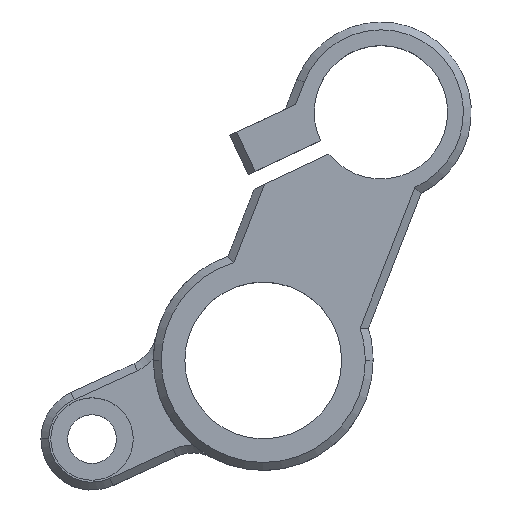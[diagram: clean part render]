
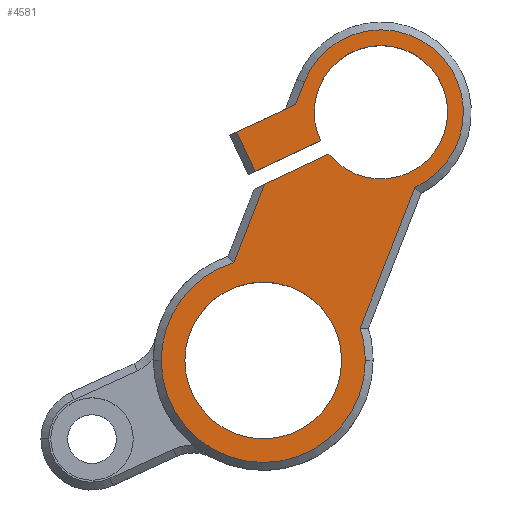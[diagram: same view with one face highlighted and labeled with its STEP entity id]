
A CAD part, top view. The second image highlights one B-rep face of the part: STEP entity #4581.
In plain terms, the highlighted planar face has unit normal (0, 0, 1).
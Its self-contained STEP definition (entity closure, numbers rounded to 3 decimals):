
#56 = VERTEX_POINT ( 'NONE', #1498 ) ;
#58 = DIRECTION ( 'NONE',  ( 0., 0., 1. ) ) ;
#89 = CIRCLE ( 'NONE', #3884, 13. ) ;
#105 = CIRCLE ( 'NONE', #1483, 9.99 ) ;
#129 = CARTESIAN_POINT ( 'NONE',  ( 41.138, 32.054, 12. ) ) ;
#137 = CARTESIAN_POINT ( 'NONE',  ( 25.935, 42.615, 12. ) ) ;
#145 = FACE_OUTER_BOUND ( 'NONE', #4481, .T. ) ;
#158 = ORIENTED_EDGE ( 'NONE', *, *, #3486, .T. ) ;
#204 = EDGE_CURVE ( 'NONE', #4026, #2418, #783, .T. ) ;
#228 = CARTESIAN_POINT ( 'NONE',  ( 36.817, 41.623, 12. ) ) ;
#365 = DIRECTION ( 'NONE',  ( -0.363, -0.932, 0. ) ) ;
#386 = EDGE_LOOP ( 'NONE', ( #4516, #1149 ) ) ;
#444 = VECTOR ( 'NONE', #2533, 1000. ) ;
#491 = CARTESIAN_POINT ( 'NONE',  ( 45.317, 41.623, 12. ) ) ;
#490 = CARTESIAN_POINT ( 'NONE',  ( 21.817, 10., 12. ) ) ;
#585 = ORIENTED_EDGE ( 'NONE', *, *, #4689, .T. ) ;
#646 = EDGE_CURVE ( 'NONE', #1861, #1957, #1648, .T. ) ;
#648 = VERTEX_POINT ( 'NONE', #3726 ) ;
#672 = CARTESIAN_POINT ( 'NONE',  ( 28.317, 41.623, 12. ) ) ;
#704 = EDGE_CURVE ( 'NONE', #648, #2271, #4186, .T. ) ;
#734 = CARTESIAN_POINT ( 'NONE',  ( 36.817, 41.623, 12. ) ) ;
#759 = EDGE_CURVE ( 'NONE', #2243, #1326, #105, .T. ) ;
#768 = LINE ( 'NONE', #3263, #1510 ) ;
#783 = LINE ( 'NONE', #3302, #3265 ) ;
#861 = VECTOR ( 'NONE', #5311, 1000. ) ;
#920 = DIRECTION ( 'NONE',  ( 1., 0., 0. ) ) ;
#984 = DIRECTION ( 'NONE',  ( 0., 0., 1. ) ) ;
#1032 = EDGE_CURVE ( 'NONE', #2271, #3333, #4177, .T. ) ;
#1068 = PLANE ( 'NONE',  #4049 ) ;
#1135 = LINE ( 'NONE', #3941, #2913 ) ;
#1149 = ORIENTED_EDGE ( 'NONE', *, *, #759, .F. ) ;
#1201 = CIRCLE ( 'NONE', #3348, 9.99 ) ;
#1240 = DIRECTION ( 'NONE',  ( -0.905, -0.425, 0. ) ) ;
#1289 = EDGE_CURVE ( 'NONE', #4072, #2111, #3838, .T. ) ;
#1295 = AXIS2_PLACEMENT_3D ( 'NONE', #1545, #3569, #4836 ) ;
#1323 = ORIENTED_EDGE ( 'NONE', *, *, #5272, .T. ) ;
#1326 = VERTEX_POINT ( 'NONE', #1443 ) ;
#1329 = CARTESIAN_POINT ( 'NONE',  ( 40.994, 31.683, 12. ) ) ;
#1338 = CARTESIAN_POINT ( 'NONE',  ( 24.621, 41.998, 12. ) ) ;
#1378 = ORIENTED_EDGE ( 'NONE', *, *, #1289, .T. ) ;
#1389 = CARTESIAN_POINT ( 'NONE',  ( 21.817, 10., 12. ) ) ;
#1443 = CARTESIAN_POINT ( 'NONE',  ( 11.827, 10., 12. ) ) ;
#1483 = AXIS2_PLACEMENT_3D ( 'NONE', #2848, #3309, #4969 ) ;
#1498 = CARTESIAN_POINT ( 'NONE',  ( 27.033, 45.434, 12. ) ) ;
#1510 = VECTOR ( 'NONE', #365, 1000. ) ;
#1545 = CARTESIAN_POINT ( 'NONE',  ( 36.817, 41.623, 12. ) ) ;
#1648 = LINE ( 'NONE', #1329, #444 ) ;
#1672 = CARTESIAN_POINT ( 'NONE',  ( 19.902, 33.677, 12. ) ) ;
#1678 = CARTESIAN_POINT ( 'NONE',  ( 34.817, 10., 12. ) ) ;
#1726 = ORIENTED_EDGE ( 'NONE', *, *, #704, .T. ) ;
#1784 = DIRECTION ( 'NONE',  ( 0., 0., 1. ) ) ;
#1838 = ORIENTED_EDGE ( 'NONE', *, *, #3527, .T. ) ;
#1861 = VERTEX_POINT ( 'NONE', #3707 ) ;
#1865 = DIRECTION ( 'NONE',  ( 1., 0., 0. ) ) ;
#1900 = CIRCLE ( 'NONE', #2400, 10.5 ) ;
#1916 = EDGE_CURVE ( 'NONE', #2418, #4072, #768, .T. ) ;
#1957 = VERTEX_POINT ( 'NONE', #129 ) ;
#1971 = EDGE_CURVE ( 'NONE', #2445, #3474, #2626, .T. ) ;
#1992 = ORIENTED_EDGE ( 'NONE', *, *, #1032, .T. ) ;
#2025 = DIRECTION ( 'NONE',  ( 0.905, 0.425, 0. ) ) ;
#2053 = ORIENTED_EDGE ( 'NONE', *, *, #1916, .T. ) ;
#2111 = VERTEX_POINT ( 'NONE', #3079 ) ;
#2148 = AXIS2_PLACEMENT_3D ( 'NONE', #4629, #2863, #2569 ) ;
#2199 = AXIS2_PLACEMENT_3D ( 'NONE', #1389, #984, #2620 ) ;
#2223 = ORIENTED_EDGE ( 'NONE', *, *, #3379, .T. ) ;
#2243 = VERTEX_POINT ( 'NONE', #4321 ) ;
#2271 = VERTEX_POINT ( 'NONE', #3063 ) ;
#2336 = CIRCLE ( 'NONE', #3974, 13. ) ;
#2400 = AXIS2_PLACEMENT_3D ( 'NONE', #228, #1784, #1865 ) ;
#2418 = VERTEX_POINT ( 'NONE', #4637 ) ;
#2435 = CARTESIAN_POINT ( 'NONE',  ( 21.817, 10., 12. ) ) ;
#2445 = VERTEX_POINT ( 'NONE', #137 ) ;
#2533 = DIRECTION ( 'NONE',  ( 0.363, 0.932, 0. ) ) ;
#2537 = EDGE_CURVE ( 'NONE', #3474, #648, #1135, .T. ) ;
#2569 = DIRECTION ( 'NONE',  ( 1., 0., 0. ) ) ;
#2599 = DIRECTION ( 'NONE',  ( -0.905, -0.425, 0. ) ) ;
#2620 = DIRECTION ( 'NONE',  ( 1., 0., 0. ) ) ;
#2626 = LINE ( 'NONE', #1338, #4949 ) ;
#2643 = DIRECTION ( 'NONE',  ( 1., 0., 0. ) ) ;
#2725 = ORIENTED_EDGE ( 'NONE', *, *, #646, .T. ) ;
#2816 = EDGE_CURVE ( 'NONE', #3558, #4026, #4474, .T. ) ;
#2820 = DIRECTION ( 'NONE',  ( 1., 0., 0. ) ) ;
#2847 = LINE ( 'NONE', #3668, #861 ) ;
#2848 = CARTESIAN_POINT ( 'NONE',  ( 21.817, 10., 12. ) ) ;
#2863 = DIRECTION ( 'NONE',  ( 0., 0., -1. ) ) ;
#2889 = CARTESIAN_POINT ( 'NONE',  ( 30.19, 36.3, 12. ) ) ;
#2913 = VECTOR ( 'NONE', #5204, 1000. ) ;
#3063 = CARTESIAN_POINT ( 'NONE',  ( 29.123, 38.009, 12. ) ) ;
#3079 = CARTESIAN_POINT ( 'NONE',  ( 8.817, 10., 12. ) ) ;
#3100 = CARTESIAN_POINT ( 'NONE',  ( 21.817, 10., 12. ) ) ;
#3218 = ORIENTED_EDGE ( 'NONE', *, *, #2537, .T. ) ;
#3263 = CARTESIAN_POINT ( 'NONE',  ( 18.255, 22.896, 12. ) ) ;
#3265 = VECTOR ( 'NONE', #1240, 1000. ) ;
#3302 = CARTESIAN_POINT ( 'NONE',  ( 30.19, 36.3, 12. ) ) ;
#3308 = CARTESIAN_POINT ( 'NONE',  ( 18.458, 39.103, 12. ) ) ;
#3309 = DIRECTION ( 'NONE',  ( 0., 0., 1. ) ) ;
#3330 = ORIENTED_EDGE ( 'NONE', *, *, #2816, .T. ) ;
#3333 = VERTEX_POINT ( 'NONE', #672 ) ;
#3344 = CIRCLE ( 'NONE', #1295, 8.5 ) ;
#3348 = AXIS2_PLACEMENT_3D ( 'NONE', #490, #4563, #920 ) ;
#3379 = EDGE_CURVE ( 'NONE', #3333, #3558, #3344, .T. ) ;
#3458 = VECTOR ( 'NONE', #2025, 1000. ) ;
#3474 = VERTEX_POINT ( 'NONE', #3308 ) ;
#3486 = EDGE_CURVE ( 'NONE', #56, #2445, #2847, .T. ) ;
#3489 = AXIS2_PLACEMENT_3D ( 'NONE', #734, #4832, #4457 ) ;
#3527 = EDGE_CURVE ( 'NONE', #4902, #1861, #89, .T. ) ;
#3558 = VERTEX_POINT ( 'NONE', #491 ) ;
#3569 = DIRECTION ( 'NONE',  ( 0., 0., -1. ) ) ;
#3591 = ORIENTED_EDGE ( 'NONE', *, *, #1971, .T. ) ;
#3668 = CARTESIAN_POINT ( 'NONE',  ( 25.553, 41.635, 12. ) ) ;
#3707 = CARTESIAN_POINT ( 'NONE',  ( 34.15, 14.111, 12. ) ) ;
#3726 = CARTESIAN_POINT ( 'NONE',  ( 20.807, 34.103, 12. ) ) ;
#3736 = DIRECTION ( 'NONE',  ( 1., 0., 0. ) ) ;
#3838 = CIRCLE ( 'NONE', #2199, 13. ) ;
#3884 = AXIS2_PLACEMENT_3D ( 'NONE', #4158, #58, #2820 ) ;
#3941 = CARTESIAN_POINT ( 'NONE',  ( 20.807, 34.103, 12. ) ) ;
#3974 = AXIS2_PLACEMENT_3D ( 'NONE', #2435, #5009, #3736 ) ;
#4026 = VERTEX_POINT ( 'NONE', #2889 ) ;
#4049 = AXIS2_PLACEMENT_3D ( 'NONE', #3100, #5133, #2643 ) ;
#4072 = VERTEX_POINT ( 'NONE', #5038 ) ;
#4158 = CARTESIAN_POINT ( 'NONE',  ( 21.817, 10., 12. ) ) ;
#4177 = CIRCLE ( 'NONE', #3489, 8.5 ) ;
#4186 = LINE ( 'NONE', #1672, #3458 ) ;
#4321 = CARTESIAN_POINT ( 'NONE',  ( 31.807, 10., 12. ) ) ;
#4374 = EDGE_CURVE ( 'NONE', #1326, #2243, #1201, .T. ) ;
#4457 = DIRECTION ( 'NONE',  ( 1., 0., 0. ) ) ;
#4474 = CIRCLE ( 'NONE', #2148, 8.5 ) ;
#4481 = EDGE_LOOP ( 'NONE', ( #3591, #3218, #1726, #1992, #2223, #3330, #5170, #2053, #1378, #1323, #1838, #2725, #585, #158 ) ) ;
#4516 = ORIENTED_EDGE ( 'NONE', *, *, #4374, .F. ) ;
#4563 = DIRECTION ( 'NONE',  ( 0., 0., 1. ) ) ;
#4581 = ADVANCED_FACE ( 'NONE', ( #145, #4644 ), #1068, .T. ) ;
#4629 = CARTESIAN_POINT ( 'NONE',  ( 36.817, 41.623, 12. ) ) ;
#4637 = CARTESIAN_POINT ( 'NONE',  ( 21.972, 32.44, 12. ) ) ;
#4644 = FACE_BOUND ( 'NONE', #386, .T. ) ;
#4689 = EDGE_CURVE ( 'NONE', #1957, #56, #1900, .T. ) ;
#4832 = DIRECTION ( 'NONE',  ( 0., 0., -1. ) ) ;
#4836 = DIRECTION ( 'NONE',  ( 1., 0., 0. ) ) ;
#4902 = VERTEX_POINT ( 'NONE', #1678 ) ;
#4949 = VECTOR ( 'NONE', #2599, 1000. ) ;
#4969 = DIRECTION ( 'NONE',  ( 1., 0., 0. ) ) ;
#5009 = DIRECTION ( 'NONE',  ( 0., 0., 1. ) ) ;
#5038 = CARTESIAN_POINT ( 'NONE',  ( 18.082, 22.452, 12. ) ) ;
#5133 = DIRECTION ( 'NONE',  ( 0., 0., 1. ) ) ;
#5170 = ORIENTED_EDGE ( 'NONE', *, *, #204, .T. ) ;
#5204 = DIRECTION ( 'NONE',  ( 0.425, -0.905, 0. ) ) ;
#5272 = EDGE_CURVE ( 'NONE', #2111, #4902, #2336, .T. ) ;
#5311 = DIRECTION ( 'NONE',  ( -0.363, -0.932, 0. ) ) ;
